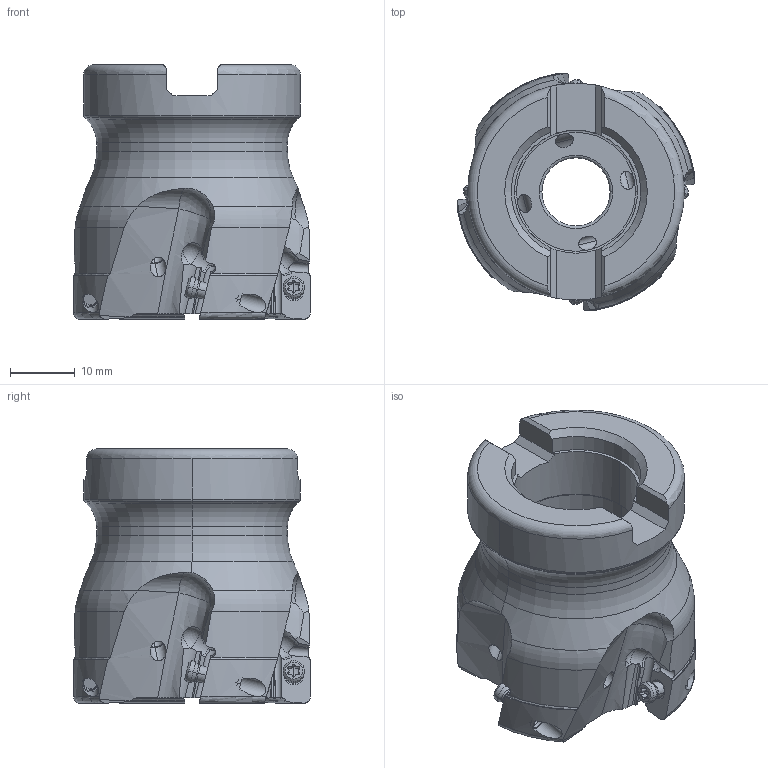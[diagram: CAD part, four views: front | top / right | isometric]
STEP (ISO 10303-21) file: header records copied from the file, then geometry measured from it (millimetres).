
FILE_DESCRIPTION(/* description */ (''),/* implementation_level */ '2;1');
FILE_NAME(/* name */ 'APX3000R1504A.stp',/* time_stamp */ '2021-09-08T11:48:19+09:00',/* author */ (''),/* organization */ (''),/* preprocessor_version */ 'ST-DEVELOPER v16',/* originating_system */ 'SIEMENS PLM Software NX 10.0',/* authorisation */ '');
FILE_SCHEMA (('AUTOMOTIVE_DESIGN { 1 0 10303 214 3 1 1 1 }'));
Length unit declared in the file: millimetre
Products named in the file (1): APX3000R1504A_ASM
Bounding box: 36.69 x 36.69 x 39.35 mm (x, y, z)
Volume: 21682.4 mm3; surface area: 8890.9 mm2
Topology: 5 solids, 5 shells, 397 faces, 1129 edges, 742 vertices
Faces by surface type: cylinder 170, plane 97, cone 56, torus 42, sphere 24, bspline 8
Entity records: 17348 total; most frequent: CARTESIAN_POINT 7217, ORIENTED_EDGE 2218, DIRECTION 1979, EDGE_CURVE 1109, AXIS2_PLACEMENT_3D 841, VERTEX_POINT 735, EDGE_LOOP 428, ADVANCED_FACE 397
